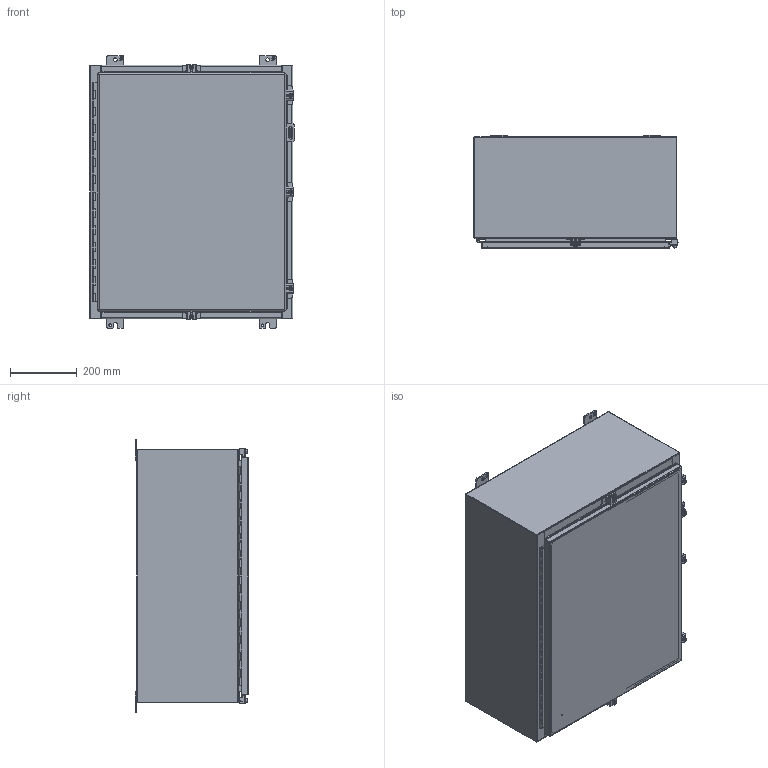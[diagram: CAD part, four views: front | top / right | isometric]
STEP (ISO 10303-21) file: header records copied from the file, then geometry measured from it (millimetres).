
FILE_DESCRIPTION (( 'STEP AP203' ), '1' );
FILE_NAME ('1418N4ALK12_Default.step', '2019-10-31T20:50:35', ( 'ADC123' ), ( 'Microsoft' ), 'SwSTEP 2.0', 'SolidWorks 2019', '' );
FILE_SCHEMA (( 'CONFIG_CONTROL_DESIGN' ));
Length unit declared in the file: inch
Products named in the file (1): 1418N4ALK12_Default
Bounding box: 612.8 x 341.31 x 819.15 mm (x, y, z)
Volume: 5569860.9 mm3; surface area: 5091149.4 mm2
Topology: 46 solids, 47 shells, 1723 faces, 4627 edges, 3046 vertices
Faces by surface type: plane 1049, cylinder 608, cone 36, bspline 30
Entity records: 55468 total; most frequent: CARTESIAN_POINT 11209, ORIENTED_EDGE 9246, DIRECTION 9197, EDGE_CURVE 4623, VECTOR 3281, LINE 3281, VERTEX_POINT 3046, AXIS2_PLACEMENT_3D 2958
